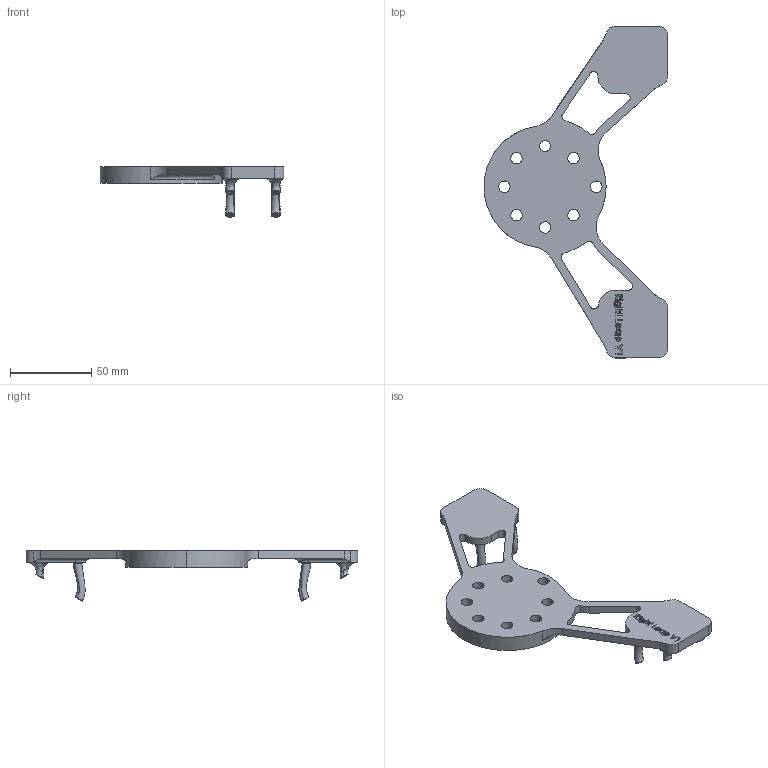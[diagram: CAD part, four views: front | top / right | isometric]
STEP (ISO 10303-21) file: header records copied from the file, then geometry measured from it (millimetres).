
FILE_DESCRIPTION (( 'STEP AP214' ), '1' );
FILE_NAME ('right_leapv1_palm_cam_mount.STEP', '2025-06-13T19:23:00', ( '' ), ( '' ), 'SwSTEP 2.0', 'SolidWorks 2024', '' );
FILE_SCHEMA (( 'AUTOMOTIVE_DESIGN' ));
Length unit declared in the file: millimetre
Products named in the file (1): right_leapv1_palm_cam_mount
Bounding box: 113 x 203.89 x 30.89 mm (x, y, z)
Volume: 72751.3 mm3; surface area: 27318.2 mm2
Topology: 1 solids, 1 shells, 307 faces, 824 edges, 544 vertices
Faces by surface type: plane 130, bspline 89, cylinder 80, torus 8
Entity records: 16677 total; most frequent: CARTESIAN_POINT 9451, ORIENTED_EDGE 1648, DIRECTION 1230, EDGE_CURVE 824, VERTEX_POINT 544, AXIS2_PLACEMENT_3D 413, VECTOR 404, LINE 404
